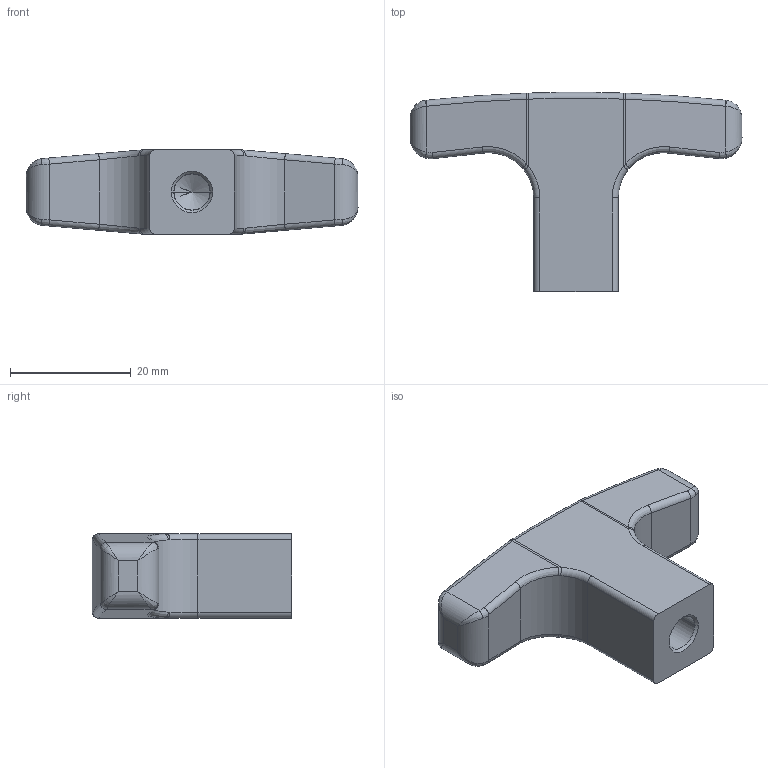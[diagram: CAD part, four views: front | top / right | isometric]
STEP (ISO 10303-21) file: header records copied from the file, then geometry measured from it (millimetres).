
FILE_DESCRIPTION(('STEP AP214'),'1');
FILE_NAME(' ',' ',('TraceParts'),('TraceParts S.A.'),'XStep 1.0',' ',' ');
FILE_SCHEMA(('automotive_design'));
Length unit declared in the file: millimetre
Products named in the file (1): 1
Bounding box: 55 x 32.99 x 14 mm (x, y, z)
Volume: 11070.5 mm3; surface area: 4008.4 mm2
Topology: 1 solids, 1 shells, 83 faces, 196 edges, 107 vertices
Faces by surface type: bspline 32, cylinder 27, plane 14, torus 6, cone 4
Entity records: 10271 total; most frequent: CARTESIAN_POINT 6501, STYLED_ITEM 376, PRESENTATION_STYLE_ASSIGNMENT 376, COLOUR_RGB 376, ORIENTED_EDGE 372, DIRECTION 292, EDGE_CURVE 186, CURVE_STYLE 186
